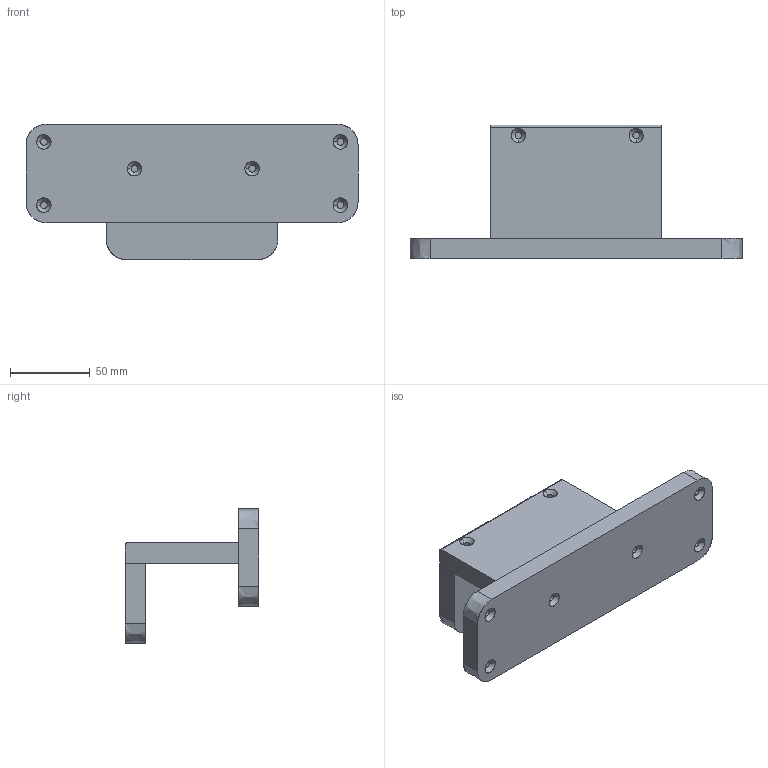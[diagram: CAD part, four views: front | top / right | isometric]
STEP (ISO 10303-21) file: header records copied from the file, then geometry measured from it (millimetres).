
FILE_DESCRIPTION(/* description */ ('Generated from Alias Stage'),/* implementation_level */ '2;1');
FILE_NAME(/* name */ 'OSV Hanger accessory',/* time_stamp */ '2020-04-02T08:47:19-04:00',/* author */ (''),/* organization */ ('Alias Systems'),/* preprocessor_version */ 'ST-DEVELOPER v11',/* originating_system */ 'Autodesk OpenModel 2011',/* authorisation */ '');
FILE_SCHEMA (('AUTOMOTIVE_DESIGN { 1 2 10303 214 1 1 1 1 }'));
Length unit declared in the file: centimetre
Products named in the file (1): OSV Hanger accessory
Bounding box: 208.12 x 83.8 x 84.82 mm (x, y, z)
Surface area: 67421 mm2 (no closed solid volume)
Topology: 0 solids, 0 shells, 57 faces, 262 edges, 262 vertices
Faces by surface type: bspline 57
Entity records: 3525 total; most frequent: CARTESIAN_POINT 2637, DEFINITIONAL_REPRESENTATION 226, PCURVE 226, COMPOSITE_CURVE_SEGMENT 226, STYLED_ITEM 57, OUTER_BOUNDARY_CURVE 48, CURVE_BOUNDED_SURFACE 48, GEOMETRIC_SET 14
